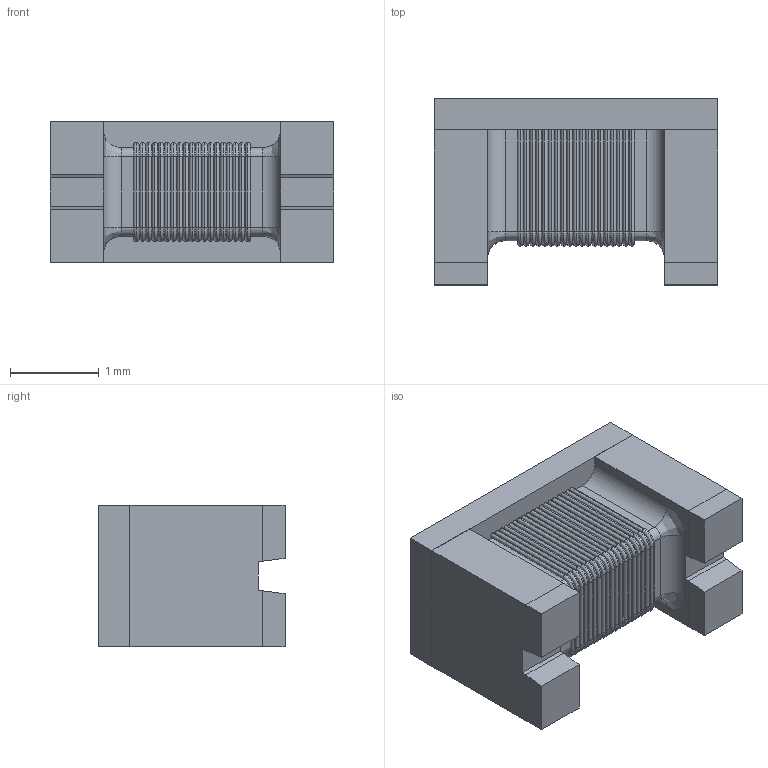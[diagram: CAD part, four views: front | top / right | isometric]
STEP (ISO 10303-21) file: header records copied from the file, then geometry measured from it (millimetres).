
FILE_DESCRIPTION (( 'STEP AP214' ), '1' );
FILE_NAME ('DLW31SH222SQ2L.STEP', '2024-12-22T17:16:33', ( '' ), ( '' ), 'SwSTEP 2.0', 'SolidWorks 2023', '' );
FILE_SCHEMA (( 'AUTOMOTIVE_DESIGN' ));
Length unit declared in the file: millimetre
Products named in the file (1): DLW31SH222SQ2L
Bounding box: 3.2 x 2.1 x 1.6 mm (x, y, z)
Volume: 7.8 mm3; surface area: 58.8 mm2
Topology: 25 solids, 25 shells, 370 faces, 834 edges, 476 vertices
Faces by surface type: cylinder 160, bspline 156, plane 54
Entity records: 16443 total; most frequent: CARTESIAN_POINT 4047, DIRECTION 1808, ORIENTED_EDGE 1668, EDGE_CURVE 834, AXIS2_PLACEMENT_3D 763, CIRCLE 548, VERTEX_POINT 476, UNCERTAINTY_MEASURE_WITH_UNIT 396
